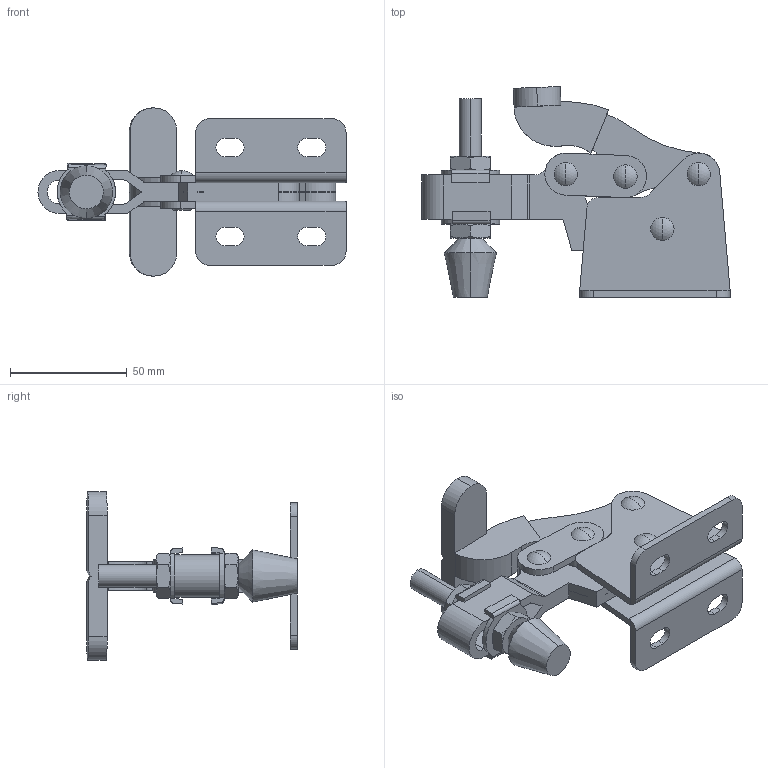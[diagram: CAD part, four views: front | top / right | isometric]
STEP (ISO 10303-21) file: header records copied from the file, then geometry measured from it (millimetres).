
FILE_DESCRIPTION (( 'STEP AP214' ), '1' );
FILE_NAME ('GH-13008(Â²¤Æ)-1.STEP', '2020-03-17T00:49:14', ( 'LinWei' ), ( '' ), 'SwSTEP 2.0', 'SolidWorks 2016', '' );
FILE_SCHEMA (( 'AUTOMOTIVE_DESIGN' ));
Length unit declared in the file: millimetre
Products named in the file (6): 11300808-1^GH-13008(簡化)-1; 11300801-1^GH-13008(簡化)-1; Group2^GH-13008(簡化)-1; Group4^GH-13008(簡化)-1; Group5^GH-13008(簡化)-1; GH-13008(簡化)-1
Assembly tree (5 placements, depth 2):
  GH-13008(簡化)-1
    Group5^GH-13008(簡化)-1
    Group4^GH-13008(簡化)-1
    Group2^GH-13008(簡化)-1
    11300801-1^GH-13008(簡化)-1
    11300808-1^GH-13008(簡化)-1
Bounding box: 131.8 x 90.09 x 72 mm (x, y, z)
Volume: 90686.8 mm3; surface area: 61021.3 mm2
Topology: 5 solids, 5 shells, 324 faces, 848 edges, 544 vertices
Faces by surface type: plane 152, cylinder 124, cone 28, sphere 8, torus 8, bspline 4
Entity records: 11652 total; most frequent: CARTESIAN_POINT 2174, DIRECTION 1742, ORIENTED_EDGE 1692, EDGE_CURVE 846, AXIS2_PLACEMENT_3D 648, VERTEX_POINT 544, LINE 446, VECTOR 446
